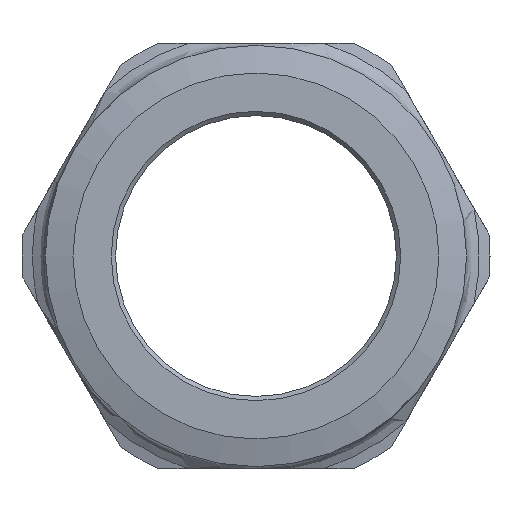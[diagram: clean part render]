
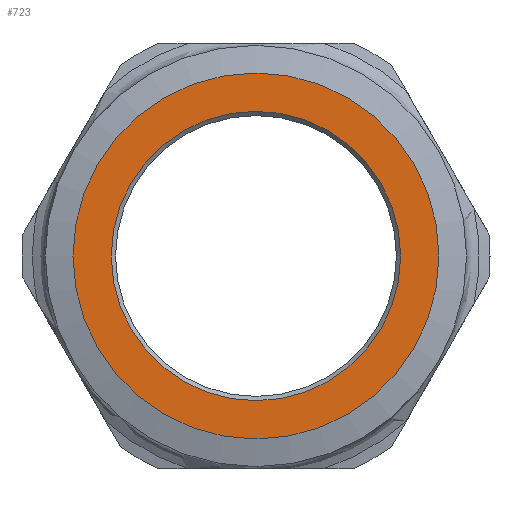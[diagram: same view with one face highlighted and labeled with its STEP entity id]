
A CAD part, left-side view. The second image highlights one B-rep face of the part: STEP entity #723.
In plain terms, the highlighted planar face has unit normal (-1, 0, 0).
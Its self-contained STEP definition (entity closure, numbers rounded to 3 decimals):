
#15=FACE_BOUND('',#130,.T.);
#19=PLANE('',#825);
#91=FACE_OUTER_BOUND('',#129,.T.);
#129=EDGE_LOOP('',(#562,#563));
#130=EDGE_LOOP('',(#564));
#234=CIRCLE('',#821,17.);
#237=CIRCLE('',#826,21.5);
#238=CIRCLE('',#827,21.5);
#311=VERTEX_POINT('',#1321);
#314=VERTEX_POINT('',#1331);
#315=VERTEX_POINT('',#1332);
#406=EDGE_CURVE('',#311,#311,#234,.T.);
#411=EDGE_CURVE('',#314,#315,#237,.T.);
#412=EDGE_CURVE('',#315,#314,#238,.T.);
#562=ORIENTED_EDGE('',*,*,#411,.T.);
#563=ORIENTED_EDGE('',*,*,#412,.T.);
#564=ORIENTED_EDGE('',*,*,#406,.F.);
#723=ADVANCED_FACE('',(#91,#15),#19,.F.);
#821=AXIS2_PLACEMENT_3D('',#1322,#1003,#1004);
#825=AXIS2_PLACEMENT_3D('',#1330,#1013,#1014);
#826=AXIS2_PLACEMENT_3D('',#1333,#1015,#1016);
#827=AXIS2_PLACEMENT_3D('',#1334,#1017,#1018);
#1003=DIRECTION('center_axis',(-1.,0.,0.));
#1004=DIRECTION('ref_axis',(0.,0.,-1.));
#1013=DIRECTION('center_axis',(1.,0.,0.));
#1014=DIRECTION('ref_axis',(0.,0.,-1.));
#1015=DIRECTION('center_axis',(-1.,0.,0.));
#1016=DIRECTION('ref_axis',(0.,0.,1.));
#1017=DIRECTION('center_axis',(-1.,0.,0.));
#1018=DIRECTION('ref_axis',(0.,0.,1.));
#1321=CARTESIAN_POINT('',(0.,0.,17.));
#1322=CARTESIAN_POINT('Origin',(0.,0.,0.));
#1330=CARTESIAN_POINT('Origin',(0.,0.,0.));
#1331=CARTESIAN_POINT('',(0.,0.,21.5));
#1332=CARTESIAN_POINT('',(0.,0.,-21.5));
#1333=CARTESIAN_POINT('Origin',(0.,0.,0.));
#1334=CARTESIAN_POINT('Origin',(0.,0.,0.));
